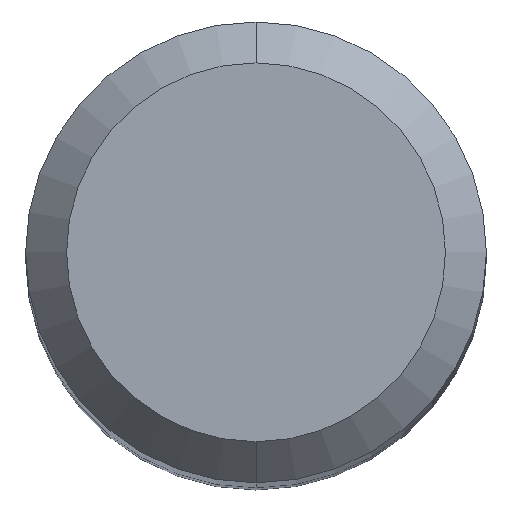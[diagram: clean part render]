
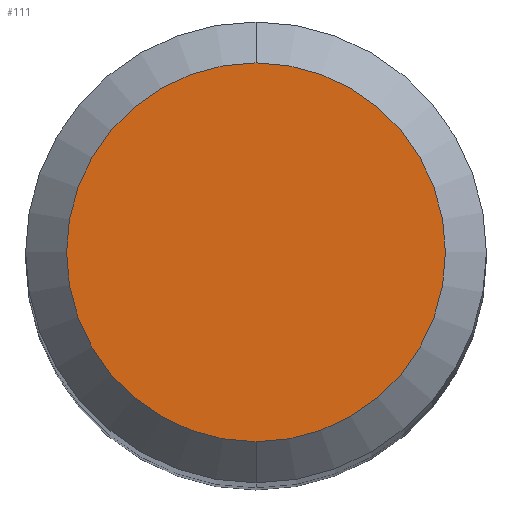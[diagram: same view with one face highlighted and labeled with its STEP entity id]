
A CAD part, top view. The second image highlights one B-rep face of the part: STEP entity #111.
In plain terms, the highlighted planar face has unit normal (0, 0, 1).
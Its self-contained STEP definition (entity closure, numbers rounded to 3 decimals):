
#3 = ORIENTED_EDGE ( 'NONE', *, *, #200, .F. ) ;
#17 = VERTEX_POINT ( 'NONE', #289 ) ;
#31 = ORIENTED_EDGE ( 'NONE', *, *, #135, .F. ) ;
#46 = CARTESIAN_POINT ( 'NONE',  ( 0., 0., 84. ) ) ;
#49 = CARTESIAN_POINT ( 'NONE',  ( 0., 0., 84. ) ) ;
#50 = AXIS2_PLACEMENT_3D ( 'NONE', #46, #219, #327 ) ;
#72 = EDGE_LOOP ( 'NONE', ( #3, #31 ) ) ;
#73 = DIRECTION ( 'NONE',  ( 0., 1., 0. ) ) ;
#82 = AXIS2_PLACEMENT_3D ( 'NONE', #268, #245, #250 ) ;
#84 = CARTESIAN_POINT ( 'NONE',  ( 0., 3.7, 84. ) ) ;
#111 = ADVANCED_FACE ( 'NONE', ( #140 ), #124, .F. ) ;
#124 = PLANE ( 'NONE',  #175 ) ;
#126 = VERTEX_POINT ( 'NONE', #84 ) ;
#135 = EDGE_CURVE ( 'NONE', #17, #126, #261, .T. ) ;
#140 = FACE_OUTER_BOUND ( 'NONE', #72, .T. ) ;
#168 = DIRECTION ( 'NONE',  ( 0., 0., -1. ) ) ;
#175 = AXIS2_PLACEMENT_3D ( 'NONE', #49, #168, #73 ) ;
#200 = EDGE_CURVE ( 'NONE', #126, #17, #283, .T. ) ;
#219 = DIRECTION ( 'NONE',  ( 0., 0., -1. ) ) ;
#245 = DIRECTION ( 'NONE',  ( 0., 0., -1. ) ) ;
#250 = DIRECTION ( 'NONE',  ( 0., 1., 0. ) ) ;
#261 = CIRCLE ( 'NONE', #82, 3.7 ) ;
#268 = CARTESIAN_POINT ( 'NONE',  ( 0., 0., 84. ) ) ;
#283 = CIRCLE ( 'NONE', #50, 3.7 ) ;
#289 = CARTESIAN_POINT ( 'NONE',  ( 0., -3.7, 84. ) ) ;
#327 = DIRECTION ( 'NONE',  ( 0., 1., 0. ) ) ;
